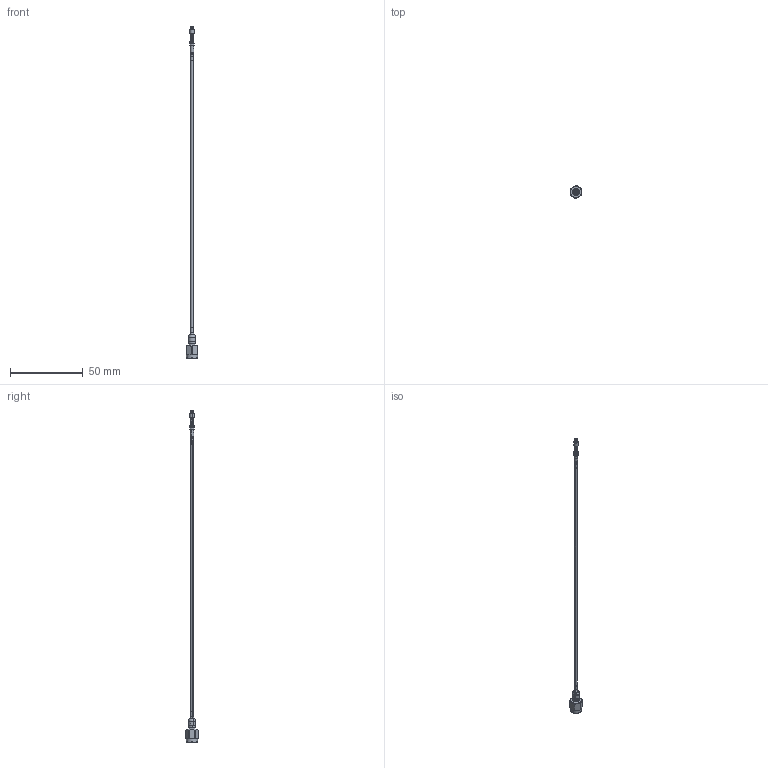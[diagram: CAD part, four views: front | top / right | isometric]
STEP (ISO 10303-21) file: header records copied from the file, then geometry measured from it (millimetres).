
FILE_DESCRIPTION (( 'STEP AP214' ), '1' );
FILE_NAME ('FMCA100373_3D.step', '2025-08-08T16:27:36', ( '' ), ( '' ), 'SwSTEP 2.0', 'SolidWorks 2022', '' );
FILE_SCHEMA (( 'AUTOMOTIVE_DESIGN' ));
Length unit declared in the file: inch
Products named in the file (10): FM-P047HF; SMPS Female VITA 67.3 Backplane Contact for .047 Cable(002-SD3H0N-NS).stp; SMC292-0471; SMPS Female VITA 67.3 Backplane Contact for .047 Cable(002-SD3H0N-NS)3.stp; SMPS Female VITA 67.3 Backplane Contact for .047 Cable(002-SD3H0N-NS)1.stp; CA-PE-P047_4_Heatshrink_tapered; FMCA100373_3D; CA-PE-P047_2_Heatshrink_LONG; SMPS Female VITA 67.3 Backplane Contact for .047 Cable(002-SD3H0N-NS)2.stp; FMCN49829
Assembly tree (9 placements, depth 4):
  FMCA100373_3D
    FM-P047HF
    CA-PE-P047_2_Heatshrink_LONG
    FMCN49829
      SMPS Female VITA 67.3 Backplane Contact for .047 Cable(002-SD3H0N-NS).stp
        SMPS Female VITA 67.3 Backplane Contact for .047 Cable(002-SD3H0N-NS)1.stp
        SMPS Female VITA 67.3 Backplane Contact for .047 Cable(002-SD3H0N-NS)2.stp
        SMPS Female VITA 67.3 Backplane Contact for .047 Cable(002-SD3H0N-NS)3.stp
    SMC292-0471
    CA-PE-P047_4_Heatshrink_tapered
Bounding box: 7.94 x 8.93 x 228.66 mm (x, y, z)
Volume: 830 mm3; surface area: 2309.2 mm2
Topology: 7 solids, 8 shells, 288 faces, 701 edges, 447 vertices
Faces by surface type: cylinder 103, plane 86, cone 50, torus 34, bspline 15
Entity records: 14823 total; most frequent: CARTESIAN_POINT 7228, DIRECTION 1420, ORIENTED_EDGE 1402, EDGE_CURVE 701, AXIS2_PLACEMENT_3D 586, VERTEX_POINT 447, EDGE_LOOP 310, CIRCLE 299
